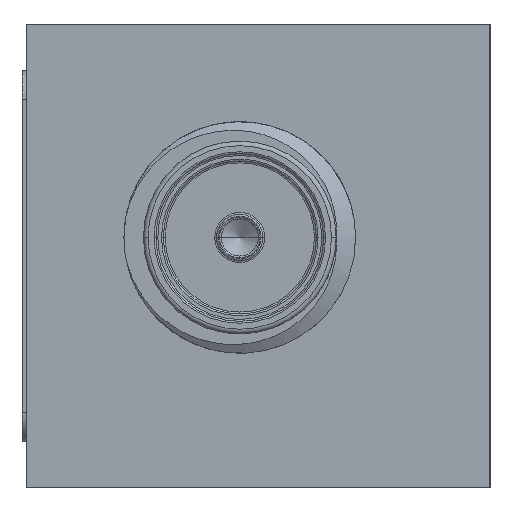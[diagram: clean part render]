
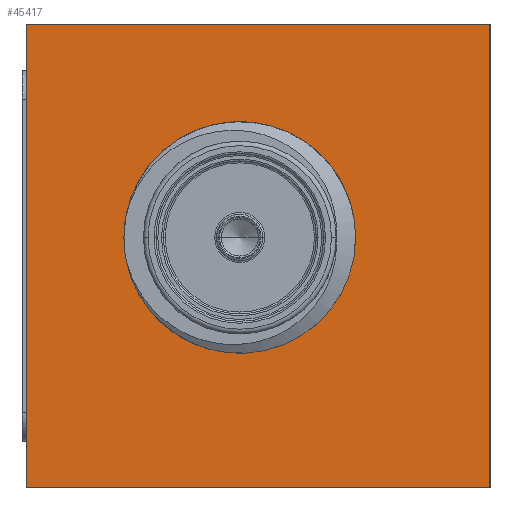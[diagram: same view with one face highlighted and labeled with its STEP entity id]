
A CAD part, left-side view. The second image highlights one B-rep face of the part: STEP entity #45417.
In plain terms, the highlighted planar face has unit normal (-1, 0, 0).
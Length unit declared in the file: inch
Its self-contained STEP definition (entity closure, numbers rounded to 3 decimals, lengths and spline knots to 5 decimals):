
#892 = VERTEX_POINT ( 'NONE', #35099 ) ;
#3422 = CARTESIAN_POINT ( 'NONE',  ( -22.13762, 50.91148, 33.60857 ) ) ;
#5089 = AXIS2_PLACEMENT_3D ( 'NONE', #3422, #48280, #41778 ) ;
#5931 = ORIENTED_EDGE ( 'NONE', *, *, #50348, .T. ) ;
#6593 = LINE ( 'NONE', #26439, #13414 ) ;
#8346 = VECTOR ( 'NONE', #21164, 39.37008 ) ;
#8927 = CARTESIAN_POINT ( 'NONE',  ( -22.13762, 50.41148, 33.10857 ) ) ;
#12264 = DIRECTION ( 'NONE',  ( 0., -1., 0. ) ) ;
#12866 = PLANE ( 'NONE',  #5089 ) ;
#13336 = EDGE_CURVE ( 'NONE', #44609, #62037, #38629, .T. ) ;
#13414 = VECTOR ( 'NONE', #12264, 39.37008 ) ;
#14472 = DIRECTION ( 'NONE',  ( 0., 0., 1. ) ) ;
#14651 = LINE ( 'NONE', #16448, #8346 ) ;
#14734 = CARTESIAN_POINT ( 'NONE',  ( -22.13762, 50.91148, 33.60857 ) ) ;
#16448 = CARTESIAN_POINT ( 'NONE',  ( -22.13762, 50.91148, 33.60857 ) ) ;
#20426 = CARTESIAN_POINT ( 'NONE',  ( -22.13762, 50.41148, 33.60857 ) ) ;
#21164 = DIRECTION ( 'NONE',  ( 0., -1., 0. ) ) ;
#23124 = CARTESIAN_POINT ( 'NONE',  ( -22.13762, 50.91148, 33.60857 ) ) ;
#24206 = EDGE_CURVE ( 'NONE', #62037, #892, #14651, .T. ) ;
#25507 = VECTOR ( 'NONE', #36404, 39.37008 ) ;
#26439 = CARTESIAN_POINT ( 'NONE',  ( -22.13762, 50.91148, 33.10857 ) ) ;
#28953 = LINE ( 'NONE', #20426, #39688 ) ;
#29724 = EDGE_CURVE ( 'NONE', #59563, #892, #28953, .T. ) ;
#35099 = CARTESIAN_POINT ( 'NONE',  ( -22.13762, 50.41148, 33.60857 ) ) ;
#36404 = DIRECTION ( 'NONE',  ( 0., 0., 1. ) ) ;
#37958 = ORIENTED_EDGE ( 'NONE', *, *, #29724, .T. ) ;
#38169 = CARTESIAN_POINT ( 'NONE',  ( -22.13762, 50.91148, 33.10857 ) ) ;
#38629 = LINE ( 'NONE', #14734, #25507 ) ;
#39688 = VECTOR ( 'NONE', #14472, 39.37008 ) ;
#40431 = EDGE_LOOP ( 'NONE', ( #37958, #61748, #52775, #5931 ) ) ;
#41778 = DIRECTION ( 'NONE',  ( 0., 0., -1. ) ) ;
#44609 = VERTEX_POINT ( 'NONE', #38169 ) ;
#45417 = ADVANCED_FACE ( 'NONE', ( #46189 ), #12866, .F. ) ;
#46189 = FACE_OUTER_BOUND ( 'NONE', #40431, .T. ) ;
#48280 = DIRECTION ( 'NONE',  ( 1., 0., 0. ) ) ;
#50348 = EDGE_CURVE ( 'NONE', #44609, #59563, #6593, .T. ) ;
#52775 = ORIENTED_EDGE ( 'NONE', *, *, #13336, .F. ) ;
#59563 = VERTEX_POINT ( 'NONE', #8927 ) ;
#61748 = ORIENTED_EDGE ( 'NONE', *, *, #24206, .F. ) ;
#62037 = VERTEX_POINT ( 'NONE', #23124 ) ;
